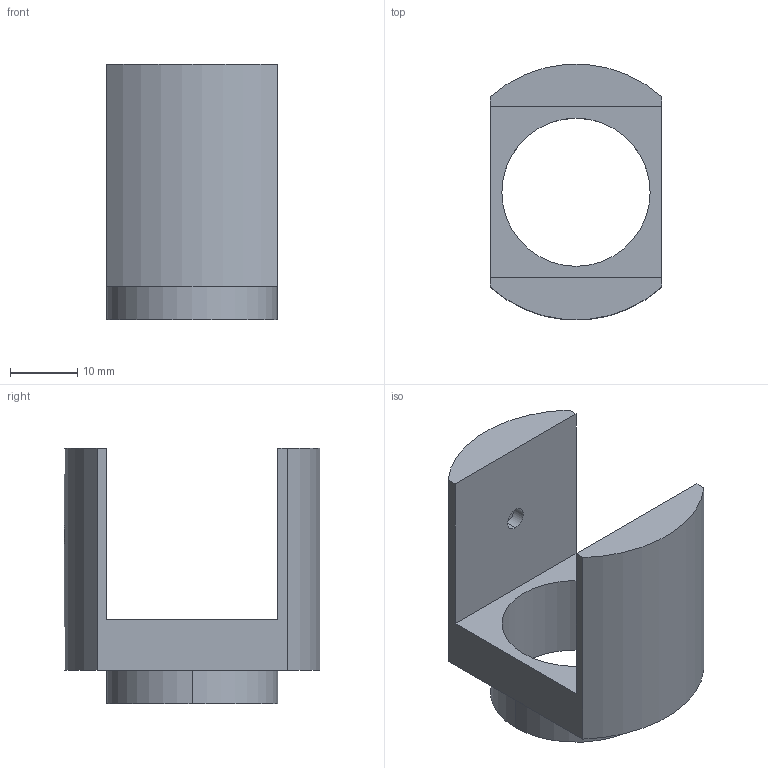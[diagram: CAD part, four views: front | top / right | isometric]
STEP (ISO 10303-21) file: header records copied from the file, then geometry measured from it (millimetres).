
FILE_DESCRIPTION (( 'STEP AP203' ), '1' );
FILE_NAME ('04CBM-3(M).STEP', '2016-03-03T02:53:10', ( '' ), ( '' ), 'SwSTEP 2.0', 'SolidWorks 2016', '' );
FILE_SCHEMA (( 'CONFIG_CONTROL_DESIGN' ));
Length unit declared in the file: millimetre
Products named in the file (1): 04CBM-3(M)
Bounding box: 25.4 x 37.94 x 38 mm (x, y, z)
Volume: 10635.6 mm3; surface area: 6141.8 mm2
Topology: 3 solids, 3 shells, 41 faces, 92 edges, 57 vertices
Faces by surface type: plane 21, cylinder 14, cone 6
Entity records: 1271 total; most frequent: CARTESIAN_POINT 273, DIRECTION 196, ORIENTED_EDGE 180, EDGE_CURVE 90, AXIS2_PLACEMENT_3D 72, VERTEX_POINT 57, VECTOR 52, LINE 52
